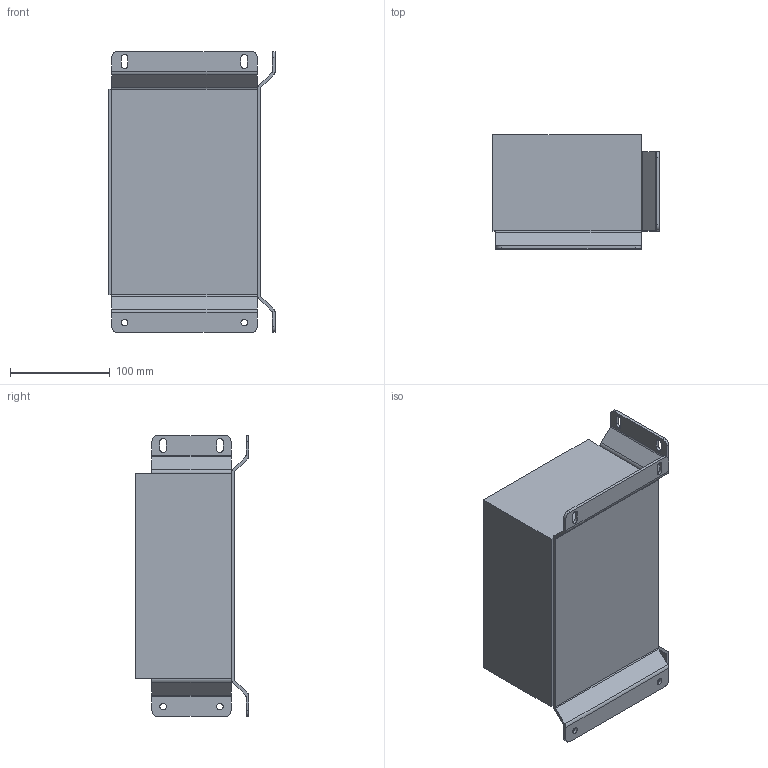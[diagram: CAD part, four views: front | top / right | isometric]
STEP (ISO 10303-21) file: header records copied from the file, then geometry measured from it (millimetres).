
FILE_DESCRIPTION (( 'STEP AP214' ), '1' );
FILE_NAME ('B-108-033-rev-A.STEP', '2021-11-09T19:34:02', ( '' ), ( '' ), 'SwSTEP 2.0', 'SolidWorks 2021', '' );
FILE_SCHEMA (( 'AUTOMOTIVE_DESIGN' ));
Length unit declared in the file: millimetre
Products named in the file (1): B-108-033-rev-A
Bounding box: 166.8 x 114.4 x 282 mm (x, y, z)
Volume: 3154891.3 mm3; surface area: 173738.1 mm2
Topology: 1 solids, 1 shells, 84 faces, 238 edges, 156 vertices
Faces by surface type: cylinder 44, plane 40
Entity records: 2812 total; most frequent: DIRECTION 496, CARTESIAN_POINT 479, ORIENTED_EDGE 476, EDGE_CURVE 238, AXIS2_PLACEMENT_3D 173, VERTEX_POINT 156, VECTOR 150, LINE 150
